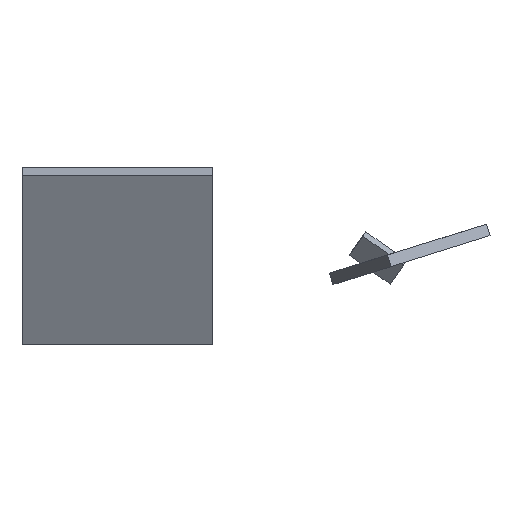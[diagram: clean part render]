
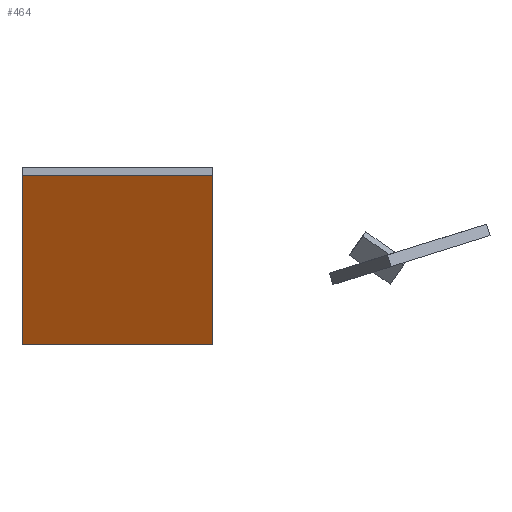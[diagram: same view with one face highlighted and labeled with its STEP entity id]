
A CAD part, front view. The second image highlights one B-rep face of the part: STEP entity #464.
In plain terms, the highlighted planar face has unit normal (0, -0.889, -0.457).
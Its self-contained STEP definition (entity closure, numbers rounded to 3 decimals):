
#374=CARTESIAN_POINT('',(-69.43,150.85,42.253));
#375=VERTEX_POINT('',#374);
#383=CARTESIAN_POINT('',(-164.43,150.85,42.253));
#384=VERTEX_POINT('',#383);
#391=CARTESIAN_POINT('',(-164.43,150.85,42.253));
#392=DIRECTION('',(1.,0.,-0.));
#393=VECTOR('',#392,95.);
#394=LINE('',#391,#393);
#395=EDGE_CURVE('',#384,#375,#394,.T.);
#407=CARTESIAN_POINT('',(-164.43,194.25,-42.253));
#408=VERTEX_POINT('',#407);
#415=CARTESIAN_POINT('',(-164.43,194.25,-42.253));
#416=DIRECTION('',(0.,-0.457,0.89));
#417=VECTOR('',#416,95.);
#418=LINE('',#415,#417);
#419=EDGE_CURVE('',#408,#384,#418,.T.);
#431=CARTESIAN_POINT('',(-69.43,194.25,-42.253));
#432=VERTEX_POINT('',#431);
#439=CARTESIAN_POINT('',(-69.43,194.25,-42.253));
#440=DIRECTION('',(-1.,0.,0.));
#441=VECTOR('',#440,95.);
#442=LINE('',#439,#441);
#443=EDGE_CURVE('',#432,#408,#442,.T.);
#448=CARTESIAN_POINT('',(-116.93,172.55,0.));
#449=DIRECTION('',(0.,-0.89,-0.457));
#450=DIRECTION('',(-1.,0.,0.));
#451=AXIS2_PLACEMENT_3D('',#448,#449,#450);
#452=PLANE('',#451);
#453=CARTESIAN_POINT('',(-69.43,150.85,42.253));
#454=DIRECTION('',(0.,0.457,-0.89));
#455=VECTOR('',#454,95.);
#456=LINE('',#453,#455);
#457=EDGE_CURVE('',#375,#432,#456,.T.);
#458=ORIENTED_EDGE('',*,*,#457,.F.);
#459=ORIENTED_EDGE('',*,*,#395,.F.);
#460=ORIENTED_EDGE('',*,*,#419,.F.);
#461=ORIENTED_EDGE('',*,*,#443,.F.);
#462=EDGE_LOOP('',(#458,#459,#460,#461));
#463=FACE_BOUND('',#462,.T.);
#464=ADVANCED_FACE('',(#463),#452,.T.);
